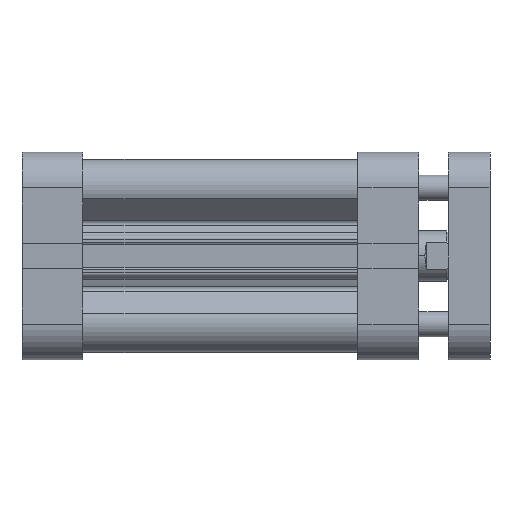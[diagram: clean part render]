
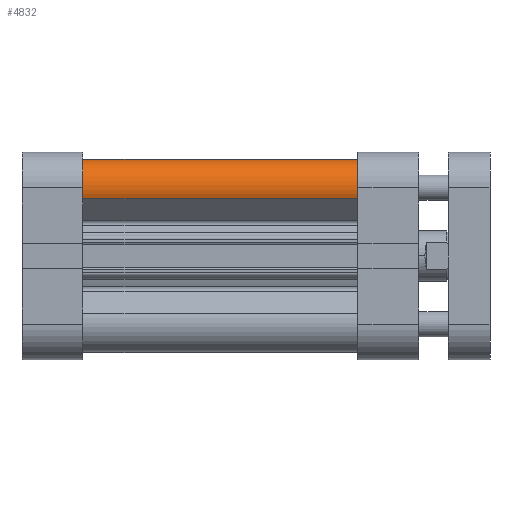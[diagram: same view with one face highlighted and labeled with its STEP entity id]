
A CAD part, front view. The second image highlights one B-rep face of the part: STEP entity #4832.
In plain terms, the highlighted cylindrical face has radius 6.75 mm (diameter 13.5 mm), a partial arc.
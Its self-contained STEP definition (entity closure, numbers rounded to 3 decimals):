
#3329 = CIRCLE ( 'NONE', #4390, 6.75 ) ;
#3336 = LINE ( 'NONE', #5879, #3337 ) ;
#3337 = VECTOR ( 'NONE', #5880, 1000. ) ;
#3342 = LINE ( 'NONE', #5874, #3343 ) ;
#3343 = VECTOR ( 'NONE', #5875, 1000. ) ;
#3345 = CIRCLE ( 'NONE', #4395, 6.75 ) ;
#3878 = EDGE_CURVE ( 'NONE', #4288, #4433, #3329, .T. ) ;
#3887 = EDGE_CURVE ( 'NONE', #4464, #4288, #3342, .T. ) ;
#3888 = EDGE_CURVE ( 'NONE', #4464, #4446, #3345, .T. ) ;
#3889 = EDGE_CURVE ( 'NONE', #4446, #4433, #3336, .T. ) ;
#4288 = VERTEX_POINT ( 'NONE', #6704 ) ;
#4390 = AXIS2_PLACEMENT_3D ( 'NONE', #5852, #5853, #5854 ) ;
#4395 = AXIS2_PLACEMENT_3D ( 'NONE', #5872, #5876, #5877 ) ;
#4433 = VERTEX_POINT ( 'NONE', #6722 ) ;
#4446 = VERTEX_POINT ( 'NONE', #6724 ) ;
#4464 = VERTEX_POINT ( 'NONE', #6728 ) ;
#4756 = AXIS2_PLACEMENT_3D ( 'NONE', #7187, #7186, #7185 ) ;
#4832 = ADVANCED_FACE ( 'NONE', ( #8055 ), #8058, .T. ) ;
#5852 = CARTESIAN_POINT ( 'NONE',  ( -16.25, -16.25, 0. ) ) ;
#5853 = DIRECTION ( 'NONE',  ( 0., 0., 1. ) ) ;
#5854 = DIRECTION ( 'NONE',  ( -1., 0., 0. ) ) ;
#5872 = CARTESIAN_POINT ( 'NONE',  ( -16.25, -16.25, 65.5 ) ) ;
#5874 = CARTESIAN_POINT ( 'NONE',  ( -23., -16.25, 65.5 ) ) ;
#5875 = DIRECTION ( 'NONE',  ( 0., 0., -1. ) ) ;
#5876 = DIRECTION ( 'NONE',  ( 0., 0., 1. ) ) ;
#5877 = DIRECTION ( 'NONE',  ( -1., 0., 0. ) ) ;
#5879 = CARTESIAN_POINT ( 'NONE',  ( -13.633, -22.472, 65.5 ) ) ;
#5880 = DIRECTION ( 'NONE',  ( 0., 0., -1. ) ) ;
#6704 = CARTESIAN_POINT ( 'NONE',  ( -23., -16.25, 0. ) ) ;
#6722 = CARTESIAN_POINT ( 'NONE',  ( -13.633, -22.472, 0. ) ) ;
#6724 = CARTESIAN_POINT ( 'NONE',  ( -13.633, -22.472, 65.5 ) ) ;
#6728 = CARTESIAN_POINT ( 'NONE',  ( -23., -16.25, 65.5 ) ) ;
#7185 = DIRECTION ( 'NONE',  ( -1., 0., 0. ) ) ;
#7186 = DIRECTION ( 'NONE',  ( 0., 0., -1. ) ) ;
#7187 = CARTESIAN_POINT ( 'NONE',  ( -16.25, -16.25, 65.5 ) ) ;
#8055 = FACE_OUTER_BOUND ( 'NONE', #9302, .T. ) ;
#8058 = CYLINDRICAL_SURFACE ( 'NONE', #4756, 6.75 ) ;
#9302 = EDGE_LOOP ( 'NONE', ( #10126, #10125, #10124, #10123 ) ) ;
#10123 = ORIENTED_EDGE ( 'NONE', *, *, #3889, .F. ) ;
#10124 = ORIENTED_EDGE ( 'NONE', *, *, #3878, .T. ) ;
#10125 = ORIENTED_EDGE ( 'NONE', *, *, #3887, .T. ) ;
#10126 = ORIENTED_EDGE ( 'NONE', *, *, #3888, .F. ) ;
